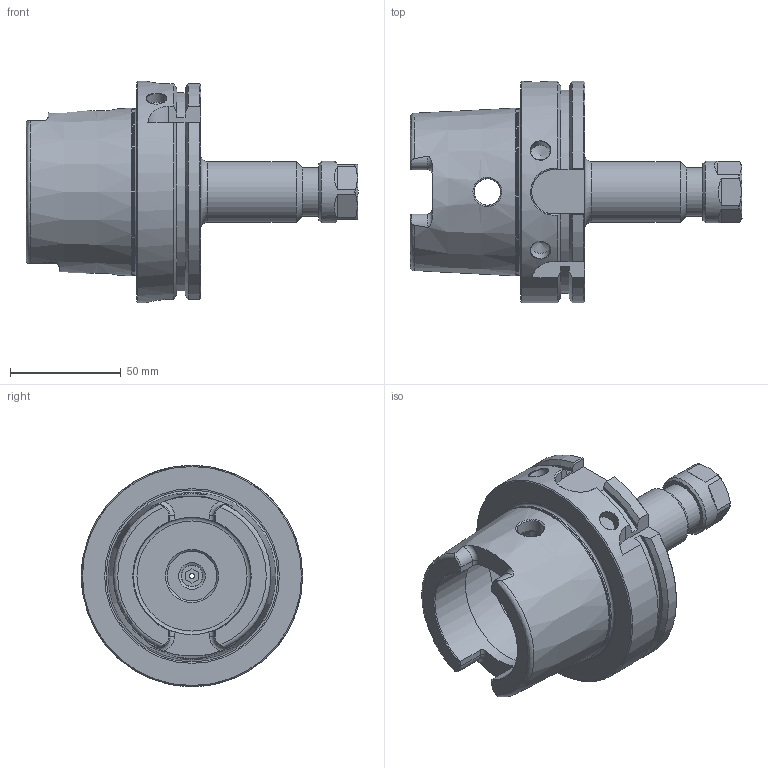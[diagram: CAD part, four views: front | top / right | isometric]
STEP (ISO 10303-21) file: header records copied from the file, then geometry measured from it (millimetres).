
FILE_DESCRIPTION(/* description */ ('ER COLLET CHUCK'),/* implementation_level */ '2;1');
FILE_NAME(/* name */ 'H100-16ERF394.stp',/* time_stamp */ '2017-01-26T15:43:38-05:00',/* author */ ('davhar'),/* organization */ (''),/* preprocessor_version */ 'ST-DEVELOPER v16.1',/* originating_system */ 'Autodesk Inventor 2016',/* authorisation */ '17.1 in^3');
FILE_SCHEMA (('AUTOMOTIVE_DESIGN { 1 0 10303 214 3 1 1 }'));
Length unit declared in the file: inch
Products named in the file (4): H100-16ER4-1; 16ERHN; BS-20; H100-16ERF394
Assembly tree (3 placements, depth 2):
  H100-16ERF394
    H100-16ER4-1
    16ERHN
    BS-20
Bounding box: 150.08 x 100 x 100 mm (x, y, z)
Volume: 286234.9 mm3; surface area: 60947.5 mm2
Topology: 3 solids, 3 shells, 184 faces, 460 edges, 289 vertices
Faces by surface type: plane 68, cylinder 48, cone 36, torus 19, bspline 13
Full cylindrical faces by diameter (mm): 2.286 x1, 9 x2, 9.461 x1, 9.728 x1, 10 x1, 10.973 x1, 11.176 x1, 11.989 x1, 12 x3, 12.4 x1, 20.5 x1, 22 x1, 22.377 x1, 23 x1, 25.016 x1, 27.432 x1, 28 x1, 53 x2, 63 x1, 75.364 x1, 100 x1
Entity records: 6480 total; most frequent: CARTESIAN_POINT 2337, DIRECTION 785, ORIENTED_EDGE 778, EDGE_CURVE 389, AXIS2_PLACEMENT_3D 330, VERTEX_POINT 272, EDGE_LOOP 255, FACE_OUTER_BOUND 184
